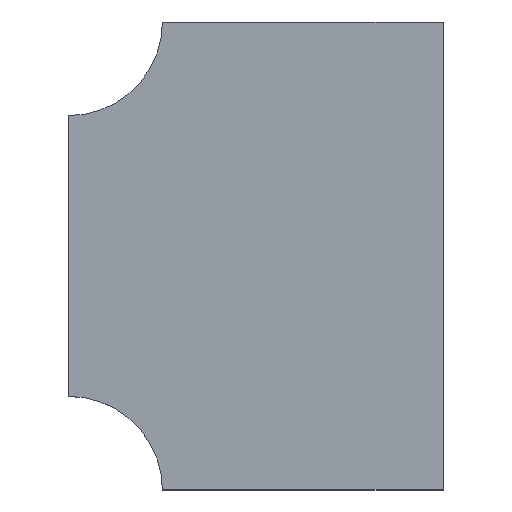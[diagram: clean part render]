
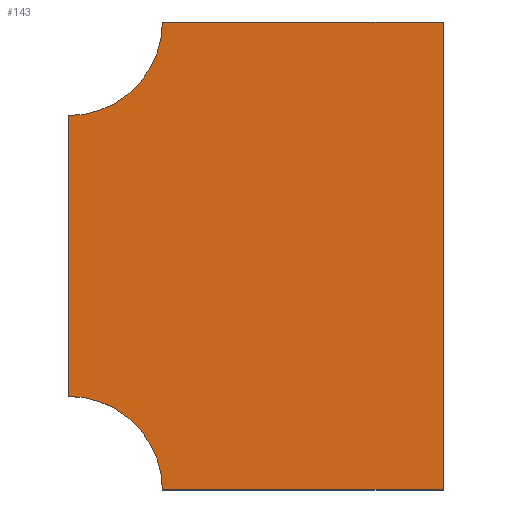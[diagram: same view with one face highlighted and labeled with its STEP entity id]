
A CAD part, top view. The second image highlights one B-rep face of the part: STEP entity #143.
In plain terms, the highlighted planar face has unit normal (0, 0, 1).
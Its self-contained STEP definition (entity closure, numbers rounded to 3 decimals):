
#16=CIRCLE('',#168,100.);
#18=CIRCLE('',#174,100.);
#27=FACE_OUTER_BOUND('',#35,.T.);
#35=EDGE_LOOP('',(#119,#120,#121,#122,#123,#124));
#39=LINE('',#225,#53);
#43=LINE('',#237,#57);
#46=LINE('',#243,#60);
#49=LINE('',#249,#63);
#53=VECTOR('',#183,10.);
#57=VECTOR('',#195,10.);
#60=VECTOR('',#200,10.);
#63=VECTOR('',#205,10.);
#67=VERTEX_POINT('',#222);
#68=VERTEX_POINT('',#224);
#70=VERTEX_POINT('',#230);
#72=VERTEX_POINT('',#236);
#74=VERTEX_POINT('',#242);
#76=VERTEX_POINT('',#248);
#79=EDGE_CURVE('',#68,#67,#39,.T.);
#82=EDGE_CURVE('',#70,#68,#16,.T.);
#85=EDGE_CURVE('',#72,#70,#43,.T.);
#88=EDGE_CURVE('',#74,#72,#46,.T.);
#91=EDGE_CURVE('',#76,#74,#49,.T.);
#94=EDGE_CURVE('',#67,#76,#18,.T.);
#119=ORIENTED_EDGE('',*,*,#94,.T.);
#120=ORIENTED_EDGE('',*,*,#91,.T.);
#121=ORIENTED_EDGE('',*,*,#88,.T.);
#122=ORIENTED_EDGE('',*,*,#85,.T.);
#123=ORIENTED_EDGE('',*,*,#82,.T.);
#124=ORIENTED_EDGE('',*,*,#79,.T.);
#135=PLANE('',#175);
#143=ADVANCED_FACE('',(#27),#135,.T.);
#168=AXIS2_PLACEMENT_3D('',#231,#189,#190);
#174=AXIS2_PLACEMENT_3D('',#253,#211,#212);
#175=AXIS2_PLACEMENT_3D('',#254,#213,#214);
#183=DIRECTION('',(0.,-1.,0.));
#189=DIRECTION('center_axis',(0.,0.,-1.));
#190=DIRECTION('ref_axis',(0.,-1.,0.));
#195=DIRECTION('',(-1.,0.,0.));
#200=DIRECTION('',(0.,1.,0.));
#205=DIRECTION('',(1.,0.,0.));
#211=DIRECTION('center_axis',(0.,0.,-1.));
#212=DIRECTION('ref_axis',(1.,0.,0.));
#213=DIRECTION('center_axis',(0.,0.,1.));
#214=DIRECTION('ref_axis',(1.,0.,0.));
#222=CARTESIAN_POINT('',(-400.,100.,20.));
#224=CARTESIAN_POINT('',(-400.,400.,20.));
#225=CARTESIAN_POINT('',(-400.,100.,20.));
#230=CARTESIAN_POINT('',(-300.,500.,20.));
#231=CARTESIAN_POINT('Origin',(-400.,500.,20.));
#236=CARTESIAN_POINT('',(0.,500.,20.));
#237=CARTESIAN_POINT('',(-300.,500.,20.));
#242=CARTESIAN_POINT('',(0.,0.,20.));
#243=CARTESIAN_POINT('',(0.,500.,20.));
#248=CARTESIAN_POINT('',(-300.,0.,20.));
#249=CARTESIAN_POINT('',(-300.,0.,20.));
#253=CARTESIAN_POINT('Origin',(-400.,0.,20.));
#254=CARTESIAN_POINT('Origin',(-200.,250.,20.));
